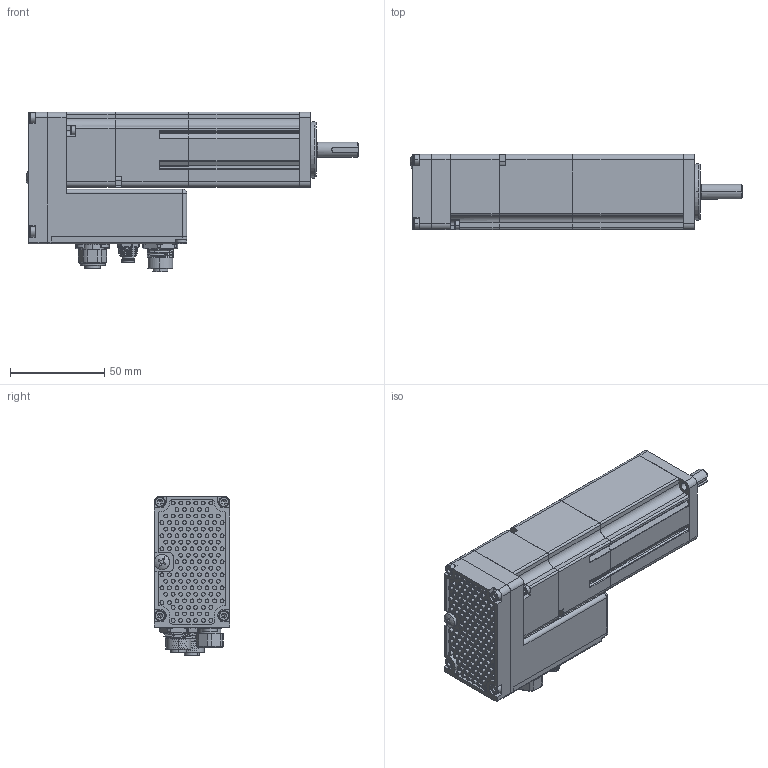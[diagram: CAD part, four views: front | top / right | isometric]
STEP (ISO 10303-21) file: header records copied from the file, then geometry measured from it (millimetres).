
FILE_DESCRIPTION (( 'STEP AP214' ), '1' );
FILE_NAME ('MDX40 100W-B IP65 RC(B).STEP', '2023-11-27T02:24:10', ( '' ), ( '' ), 'SwSTEP 2.0', 'SolidWorks 2015', '' );
FILE_SCHEMA (( 'AUTOMOTIVE_DESIGN' ));
Length unit declared in the file: millimetre
Products named in the file (1): MDX40 100W-B IP65 RC(B)
Bounding box: 176.36 x 40.01 x 84.8 mm (x, y, z)
Surface area: 51952.4 mm2 (no closed solid volume)
Topology: 0 solids, 57 shells, 1430 faces, 4109 edges, 2817 vertices
Faces by surface type: cylinder 675, plane 528, bspline 105, cone 77, torus 33, sphere 12
Entity records: 90333 total; most frequent: CARTESIAN_POINT 38230, DIRECTION 7611, ORIENTED_EDGE 6971, EDGE_CURVE 4074, AXIS2_PLACEMENT_3D 2902, VERTEX_POINT 2817, LINE 1807, VECTOR 1807
